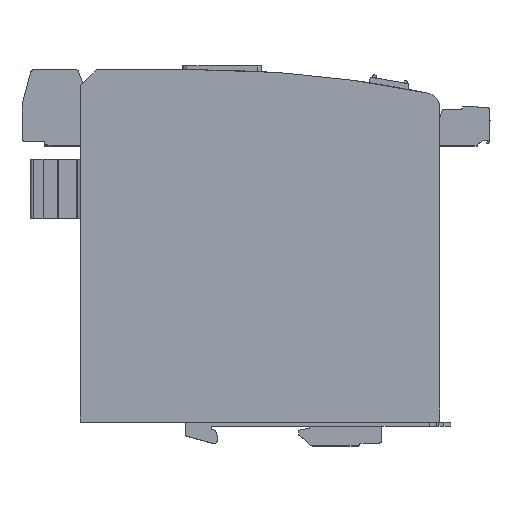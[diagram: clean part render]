
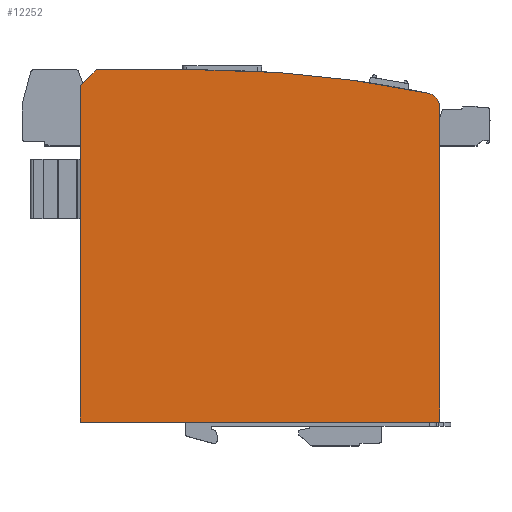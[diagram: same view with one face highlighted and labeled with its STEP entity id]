
A CAD part, top view. The second image highlights one B-rep face of the part: STEP entity #12252.
In plain terms, the highlighted planar face has unit normal (0, 0, 1).
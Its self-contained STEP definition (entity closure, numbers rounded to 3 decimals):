
#180 = ORIENTED_EDGE ( 'NONE', *, *, #12602, .T. ) ;
#356 = CARTESIAN_POINT ( 'NONE',  ( -65., 123.2, 70. ) ) ;
#443 = VECTOR ( 'NONE', #6251, 1000. ) ;
#487 = LINE ( 'NONE', #7081, #443 ) ;
#1234 = EDGE_CURVE ( 'NONE', #8929, #8348, #7857, .T. ) ;
#1617 = DIRECTION ( 'NONE',  ( 1., 0., 0. ) ) ;
#1626 = AXIS2_PLACEMENT_3D ( 'NONE', #11691, #1740, #5991 ) ;
#1740 = DIRECTION ( 'NONE',  ( 0., 0., 1. ) ) ;
#1818 = VERTEX_POINT ( 'NONE', #8278 ) ;
#1839 = CARTESIAN_POINT ( 'NONE',  ( 65., 1.5, 70. ) ) ;
#2601 = ORIENTED_EDGE ( 'NONE', *, *, #1234, .T. ) ;
#2607 = LINE ( 'NONE', #4952, #14252 ) ;
#2617 = EDGE_CURVE ( 'NONE', #11452, #12265, #487, .T. ) ;
#3467 = CARTESIAN_POINT ( 'NONE',  ( -65., 1.5, 70. ) ) ;
#3865 = PLANE ( 'NONE',  #1626 ) ;
#4175 = CARTESIAN_POINT ( 'NONE',  ( -65., 123.2, 70. ) ) ;
#4325 = CARTESIAN_POINT ( 'NONE',  ( 65., 1.5, 70. ) ) ;
#4815 = VERTEX_POINT ( 'NONE', #11434 ) ;
#4817 = CARTESIAN_POINT ( 'NONE',  ( -65., 1.5, 70. ) ) ;
#4854 = CARTESIAN_POINT ( 'NONE',  ( -59.3, 128.9, 70. ) ) ;
#4916 = DIRECTION ( 'NONE',  ( 0., 0., -1. ) ) ;
#4945 = VECTOR ( 'NONE', #11068, 1000. ) ;
#4952 = CARTESIAN_POINT ( 'NONE',  ( -21., 128.9, 70. ) ) ;
#5125 = CARTESIAN_POINT ( 'NONE',  ( 60., 115.512, 70. ) ) ;
#5154 = CARTESIAN_POINT ( 'NONE',  ( -21., -271.4, 70. ) ) ;
#5991 = DIRECTION ( 'NONE',  ( 1., 0., 0. ) ) ;
#6251 = DIRECTION ( 'NONE',  ( -0.707, -0.707, 0. ) ) ;
#6514 = LINE ( 'NONE', #4325, #7475 ) ;
#6933 = VERTEX_POINT ( 'NONE', #12223 ) ;
#7081 = CARTESIAN_POINT ( 'NONE',  ( -59.3, 128.9, 70. ) ) ;
#7276 = DIRECTION ( 'NONE',  ( 0., 0., -1. ) ) ;
#7475 = VECTOR ( 'NONE', #13171, 1000. ) ;
#7763 = LINE ( 'NONE', #4175, #4945 ) ;
#7793 = EDGE_CURVE ( 'NONE', #1818, #6933, #7981, .T. ) ;
#7857 = LINE ( 'NONE', #3467, #8569 ) ;
#7878 = ORIENTED_EDGE ( 'NONE', *, *, #13234, .T. ) ;
#7981 = CIRCLE ( 'NONE', #11956, 400.3 ) ;
#8278 = CARTESIAN_POINT ( 'NONE',  ( -21., 128.9, 70. ) ) ;
#8318 = EDGE_LOOP ( 'NONE', ( #12950, #8928, #12616, #180, #12954, #7878, #2601 ) ) ;
#8348 = VERTEX_POINT ( 'NONE', #1839 ) ;
#8569 = VECTOR ( 'NONE', #12314, 1000. ) ;
#8928 = ORIENTED_EDGE ( 'NONE', *, *, #11807, .F. ) ;
#8929 = VERTEX_POINT ( 'NONE', #4817 ) ;
#10054 = CIRCLE ( 'NONE', #12823, 5. ) ;
#10512 = DIRECTION ( 'NONE',  ( -1., 0., 0. ) ) ;
#11068 = DIRECTION ( 'NONE',  ( 0., -1., 0. ) ) ;
#11434 = CARTESIAN_POINT ( 'NONE',  ( 65., 115.512, 70. ) ) ;
#11452 = VERTEX_POINT ( 'NONE', #4854 ) ;
#11691 = CARTESIAN_POINT ( 'NONE',  ( 60., 115.512, 70. ) ) ;
#11807 = EDGE_CURVE ( 'NONE', #6933, #4815, #10054, .T. ) ;
#11900 = EDGE_CURVE ( 'NONE', #8348, #4815, #6514, .T. ) ;
#11956 = AXIS2_PLACEMENT_3D ( 'NONE', #5154, #7276, #12428 ) ;
#12223 = CARTESIAN_POINT ( 'NONE',  ( 61.025, 120.406, 70. ) ) ;
#12252 = ADVANCED_FACE ( 'NONE', ( #12780 ), #3865, .T. ) ;
#12265 = VERTEX_POINT ( 'NONE', #356 ) ;
#12314 = DIRECTION ( 'NONE',  ( 1., 0., 0. ) ) ;
#12428 = DIRECTION ( 'NONE',  ( 1., 0., 0. ) ) ;
#12602 = EDGE_CURVE ( 'NONE', #1818, #11452, #2607, .T. ) ;
#12616 = ORIENTED_EDGE ( 'NONE', *, *, #7793, .F. ) ;
#12780 = FACE_OUTER_BOUND ( 'NONE', #8318, .T. ) ;
#12823 = AXIS2_PLACEMENT_3D ( 'NONE', #5125, #4916, #1617 ) ;
#12950 = ORIENTED_EDGE ( 'NONE', *, *, #11900, .T. ) ;
#12954 = ORIENTED_EDGE ( 'NONE', *, *, #2617, .T. ) ;
#13171 = DIRECTION ( 'NONE',  ( 0., 1., 0. ) ) ;
#13234 = EDGE_CURVE ( 'NONE', #12265, #8929, #7763, .T. ) ;
#14252 = VECTOR ( 'NONE', #10512, 1000. ) ;
